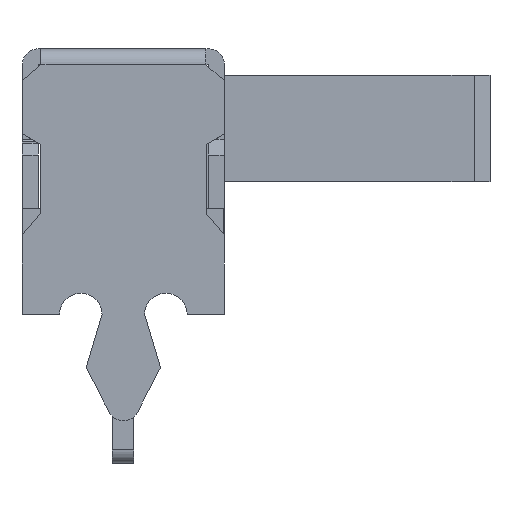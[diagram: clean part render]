
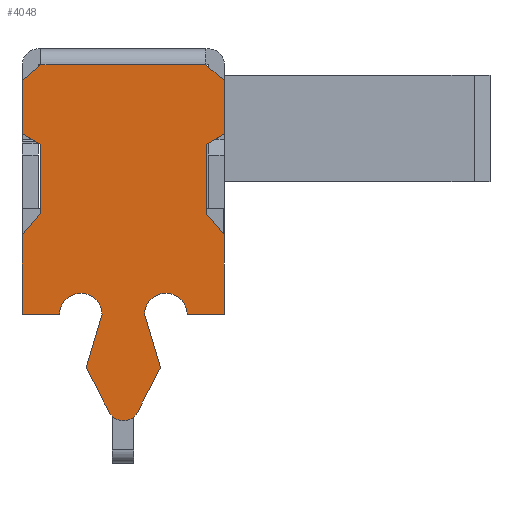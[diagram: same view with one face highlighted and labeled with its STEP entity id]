
A CAD part, left-side view. The second image highlights one B-rep face of the part: STEP entity #4048.
In plain terms, the highlighted planar face has unit normal (-1, 0, 0).
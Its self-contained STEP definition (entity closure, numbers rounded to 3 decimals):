
#226=FACE_OUTER_BOUND('',#421,.T.);
#421=EDGE_LOOP('',(#3618,#3619,#3620,#3621,#3622,#3623,#3624,#3625,#3626,
#3627,#3628,#3629,#3630,#3631,#3632,#3633,#3634,#3635,#3636,#3637,#3638,
#3639));
#641=LINE('',#5836,#1174);
#863=LINE('',#6296,#1396);
#868=LINE('',#6305,#1401);
#871=LINE('',#6309,#1404);
#873=LINE('',#6314,#1406);
#876=LINE('',#6320,#1409);
#879=LINE('',#6326,#1412);
#882=LINE('',#6332,#1415);
#886=LINE('',#6344,#1419);
#889=LINE('',#6350,#1422);
#893=LINE('',#6362,#1426);
#896=LINE('',#6368,#1429);
#900=LINE('',#6380,#1433);
#903=LINE('',#6386,#1436);
#906=LINE('',#6392,#1439);
#909=LINE('',#6398,#1442);
#912=LINE('',#6403,#1445);
#916=LINE('',#6411,#1449);
#919=LINE('',#6415,#1452);
#1174=VECTOR('',#4713,3.1);
#1396=VECTOR('',#5127,0.397);
#1401=VECTOR('',#5134,0.461);
#1404=VECTOR('',#5139,1.);
#1406=VECTOR('',#5143,1.3);
#1409=VECTOR('',#5148,0.527);
#1412=VECTOR('',#5153,1.5);
#1415=VECTOR('',#5158,0.7);
#1419=VECTOR('',#5170,1.044);
#1422=VECTOR('',#5175,0.943);
#1426=VECTOR('',#5187,0.943);
#1429=VECTOR('',#5192,1.044);
#1433=VECTOR('',#5204,0.7);
#1436=VECTOR('',#5209,1.5);
#1439=VECTOR('',#5214,0.527);
#1442=VECTOR('',#5219,1.3);
#1445=VECTOR('',#5224,0.397);
#1449=VECTOR('',#5230,1.);
#1452=VECTOR('',#5235,0.461);
#1545=CIRCLE('',#4270,0.4);
#1547=CIRCLE('',#4275,0.3);
#1549=CIRCLE('',#4280,0.4);
#1734=VERTEX_POINT('',#5833);
#1735=VERTEX_POINT('',#5835);
#1876=VERTEX_POINT('',#6293);
#1877=VERTEX_POINT('',#6295);
#1880=VERTEX_POINT('',#6304);
#1882=VERTEX_POINT('',#6313);
#1884=VERTEX_POINT('',#6319);
#1886=VERTEX_POINT('',#6325);
#1888=VERTEX_POINT('',#6331);
#1890=VERTEX_POINT('',#6337);
#1892=VERTEX_POINT('',#6343);
#1894=VERTEX_POINT('',#6349);
#1896=VERTEX_POINT('',#6355);
#1898=VERTEX_POINT('',#6361);
#1900=VERTEX_POINT('',#6367);
#1902=VERTEX_POINT('',#6373);
#1904=VERTEX_POINT('',#6379);
#1906=VERTEX_POINT('',#6385);
#1908=VERTEX_POINT('',#6391);
#1910=VERTEX_POINT('',#6397);
#1911=VERTEX_POINT('',#6402);
#1914=VERTEX_POINT('',#6410);
#2173=EDGE_CURVE('',#1734,#1735,#641,.T.);
#2414=EDGE_CURVE('',#1876,#1877,#863,.T.);
#2419=EDGE_CURVE('',#1735,#1880,#868,.T.);
#2422=EDGE_CURVE('',#1880,#1876,#871,.T.);
#2424=EDGE_CURVE('',#1877,#1882,#873,.T.);
#2427=EDGE_CURVE('',#1882,#1884,#876,.T.);
#2430=EDGE_CURVE('',#1884,#1886,#879,.T.);
#2433=EDGE_CURVE('',#1886,#1888,#882,.T.);
#2436=EDGE_CURVE('',#1888,#1890,#1545,.T.);
#2439=EDGE_CURVE('',#1890,#1892,#886,.T.);
#2442=EDGE_CURVE('',#1892,#1894,#889,.T.);
#2445=EDGE_CURVE('',#1894,#1896,#1547,.T.);
#2448=EDGE_CURVE('',#1896,#1898,#893,.T.);
#2451=EDGE_CURVE('',#1898,#1900,#896,.T.);
#2454=EDGE_CURVE('',#1900,#1902,#1549,.T.);
#2457=EDGE_CURVE('',#1902,#1904,#900,.T.);
#2460=EDGE_CURVE('',#1904,#1906,#903,.T.);
#2463=EDGE_CURVE('',#1906,#1908,#906,.T.);
#2466=EDGE_CURVE('',#1908,#1910,#909,.T.);
#2469=EDGE_CURVE('',#1910,#1911,#912,.T.);
#2473=EDGE_CURVE('',#1911,#1914,#916,.T.);
#2476=EDGE_CURVE('',#1914,#1734,#919,.T.);
#3618=ORIENTED_EDGE('',*,*,#2173,.F.);
#3619=ORIENTED_EDGE('',*,*,#2476,.F.);
#3620=ORIENTED_EDGE('',*,*,#2473,.F.);
#3621=ORIENTED_EDGE('',*,*,#2469,.F.);
#3622=ORIENTED_EDGE('',*,*,#2466,.F.);
#3623=ORIENTED_EDGE('',*,*,#2463,.F.);
#3624=ORIENTED_EDGE('',*,*,#2460,.F.);
#3625=ORIENTED_EDGE('',*,*,#2457,.F.);
#3626=ORIENTED_EDGE('',*,*,#2454,.F.);
#3627=ORIENTED_EDGE('',*,*,#2451,.F.);
#3628=ORIENTED_EDGE('',*,*,#2448,.F.);
#3629=ORIENTED_EDGE('',*,*,#2445,.F.);
#3630=ORIENTED_EDGE('',*,*,#2442,.F.);
#3631=ORIENTED_EDGE('',*,*,#2439,.F.);
#3632=ORIENTED_EDGE('',*,*,#2436,.F.);
#3633=ORIENTED_EDGE('',*,*,#2433,.F.);
#3634=ORIENTED_EDGE('',*,*,#2430,.F.);
#3635=ORIENTED_EDGE('',*,*,#2427,.F.);
#3636=ORIENTED_EDGE('',*,*,#2424,.F.);
#3637=ORIENTED_EDGE('',*,*,#2414,.F.);
#3638=ORIENTED_EDGE('',*,*,#2422,.F.);
#3639=ORIENTED_EDGE('',*,*,#2419,.F.);
#3857=PLANE('',#4315);
#4048=ADVANCED_FACE('',(#226),#3857,.T.);
#4270=AXIS2_PLACEMENT_3D('',#6338,#5164,#5165);
#4275=AXIS2_PLACEMENT_3D('',#6356,#5181,#5182);
#4280=AXIS2_PLACEMENT_3D('',#6374,#5198,#5199);
#4315=AXIS2_PLACEMENT_3D('',#6502,#5329,#5330);
#4713=DIRECTION('',(0.,-1.,0.));
#5127=DIRECTION('',(0.,0.864,-0.504));
#5134=DIRECTION('',(0.,-0.759,-0.651));
#5139=DIRECTION('',(0.,0.,-1.));
#5143=DIRECTION('',(0.,0.,-1.));
#5148=DIRECTION('',(0.,-0.651,-0.759));
#5153=DIRECTION('',(0.,0.,-1.));
#5158=DIRECTION('',(0.,1.,0.));
#5164=DIRECTION('center_axis',(-1.,0.,0.));
#5165=DIRECTION('ref_axis',(0.,-1.,0.));
#5170=DIRECTION('',(0.,-0.287,-0.958));
#5175=DIRECTION('',(0.,0.46,-0.888));
#5181=DIRECTION('center_axis',(1.,0.,0.));
#5182=DIRECTION('ref_axis',(0.,-0.888,-0.46));
#5187=DIRECTION('',(0.,0.46,0.888));
#5192=DIRECTION('',(0.,-0.287,0.958));
#5198=DIRECTION('center_axis',(-1.,0.,0.));
#5199=DIRECTION('ref_axis',(0.,-1.,0.));
#5204=DIRECTION('',(0.,1.,0.));
#5209=DIRECTION('',(0.,0.,1.));
#5214=DIRECTION('',(0.,-0.651,0.759));
#5219=DIRECTION('',(0.,0.,1.));
#5224=DIRECTION('',(0.,0.864,0.504));
#5230=DIRECTION('',(0.,0.,1.));
#5235=DIRECTION('',(0.,-0.759,0.651));
#5329=DIRECTION('center_axis',(-1.,0.,0.));
#5330=DIRECTION('ref_axis',(0.,0.,1.));
#5833=CARTESIAN_POINT('',(-8.,1.543,0.));
#5835=CARTESIAN_POINT('',(-8.,-1.557,0.));
#5836=CARTESIAN_POINT('',(-8.,1.543,0.));
#6293=CARTESIAN_POINT('',(-8.,-1.907,-1.3));
#6295=CARTESIAN_POINT('',(-8.,-1.564,-1.5));
#6296=CARTESIAN_POINT('',(-8.,-1.907,-1.3));
#6304=CARTESIAN_POINT('',(-8.,-1.907,-0.3));
#6305=CARTESIAN_POINT('',(-8.,-1.557,0.));
#6309=CARTESIAN_POINT('',(-8.,-1.907,-0.3));
#6313=CARTESIAN_POINT('',(-8.,-1.564,-2.8));
#6314=CARTESIAN_POINT('',(-8.,-1.564,-1.5));
#6319=CARTESIAN_POINT('',(-8.,-1.907,-3.2));
#6320=CARTESIAN_POINT('',(-8.,-1.564,-2.8));
#6325=CARTESIAN_POINT('',(-8.,-1.907,-4.7));
#6326=CARTESIAN_POINT('',(-8.,-1.907,-3.2));
#6331=CARTESIAN_POINT('',(-8.,-1.207,-4.7));
#6332=CARTESIAN_POINT('',(-8.,-1.907,-4.7));
#6337=CARTESIAN_POINT('',(-8.,-0.407,-4.7));
#6338=CARTESIAN_POINT('Origin',(-8.,-0.807,-4.7));
#6343=CARTESIAN_POINT('',(-8.,-0.707,-5.7));
#6344=CARTESIAN_POINT('',(-8.,-0.407,-4.7));
#6349=CARTESIAN_POINT('',(-8.,-0.274,-6.538));
#6350=CARTESIAN_POINT('',(-8.,-0.707,-5.7));
#6355=CARTESIAN_POINT('',(-8.,0.259,-6.538));
#6356=CARTESIAN_POINT('Origin',(-8.,-0.007,-6.4));
#6361=CARTESIAN_POINT('',(-8.,0.693,-5.7));
#6362=CARTESIAN_POINT('',(-8.,0.259,-6.538));
#6367=CARTESIAN_POINT('',(-8.,0.393,-4.7));
#6368=CARTESIAN_POINT('',(-8.,0.693,-5.7));
#6373=CARTESIAN_POINT('',(-8.,1.193,-4.7));
#6374=CARTESIAN_POINT('Origin',(-8.,0.793,-4.7));
#6379=CARTESIAN_POINT('',(-8.,1.893,-4.7));
#6380=CARTESIAN_POINT('',(-8.,1.193,-4.7));
#6385=CARTESIAN_POINT('',(-8.,1.893,-3.2));
#6386=CARTESIAN_POINT('',(-8.,1.893,-4.7));
#6391=CARTESIAN_POINT('',(-8.,1.55,-2.8));
#6392=CARTESIAN_POINT('',(-8.,1.893,-3.2));
#6397=CARTESIAN_POINT('',(-8.,1.55,-1.5));
#6398=CARTESIAN_POINT('',(-8.,1.55,-2.8));
#6402=CARTESIAN_POINT('',(-8.,1.893,-1.3));
#6403=CARTESIAN_POINT('',(-8.,1.55,-1.5));
#6410=CARTESIAN_POINT('',(-8.,1.893,-0.3));
#6411=CARTESIAN_POINT('',(-8.,1.893,-1.3));
#6415=CARTESIAN_POINT('',(-8.,1.893,-0.3));
#6502=CARTESIAN_POINT('Origin',(-8.,-1.907,0.));
